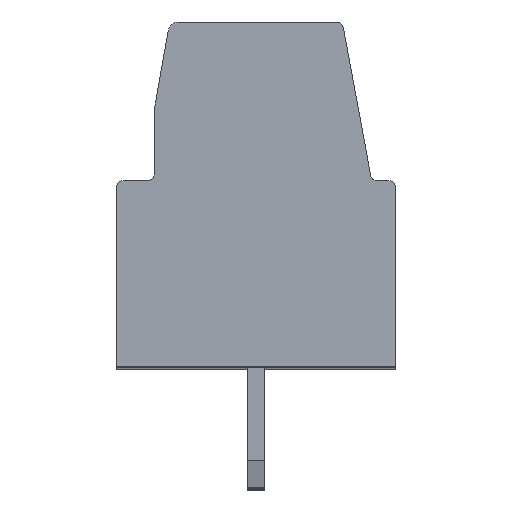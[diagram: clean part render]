
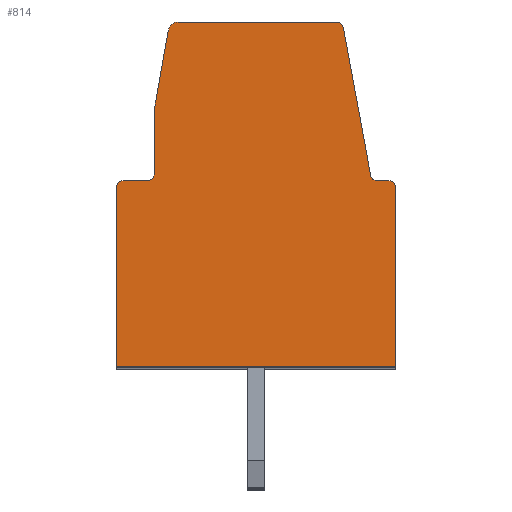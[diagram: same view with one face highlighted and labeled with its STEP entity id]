
A CAD part, top view. The second image highlights one B-rep face of the part: STEP entity #814.
In plain terms, the highlighted planar face has unit normal (0, 0, 1).
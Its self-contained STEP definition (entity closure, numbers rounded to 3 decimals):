
#814 = ADVANCED_FACE( '', ( #1768 ), #1769, .F. );
#1768 = FACE_OUTER_BOUND( '', #2865, .T. );
#1769 = PLANE( '', #2866 );
#2865 = EDGE_LOOP( '', ( #5202, #5203, #5204, #5205, #5206, #5207, #5208, #5209, #5210, #5211, #5212, #5213, #5214, #5215, #5216 ) );
#2866 = AXIS2_PLACEMENT_3D( '', #5217, #5218, #5219 );
#5202 = ORIENTED_EDGE( '', *, *, #7018, .T. );
#5203 = ORIENTED_EDGE( '', *, *, #7554, .T. );
#5204 = ORIENTED_EDGE( '', *, *, #7555, .F. );
#5205 = ORIENTED_EDGE( '', *, *, #7556, .T. );
#5206 = ORIENTED_EDGE( '', *, *, #7002, .T. );
#5207 = ORIENTED_EDGE( '', *, *, #7557, .T. );
#5208 = ORIENTED_EDGE( '', *, *, #7558, .T. );
#5209 = ORIENTED_EDGE( '', *, *, #7559, .T. );
#5210 = ORIENTED_EDGE( '', *, *, #7560, .F. );
#5211 = ORIENTED_EDGE( '', *, *, #7561, .T. );
#5212 = ORIENTED_EDGE( '', *, *, #6919, .F. );
#5213 = ORIENTED_EDGE( '', *, *, #7562, .T. );
#5214 = ORIENTED_EDGE( '', *, *, #7563, .T. );
#5215 = ORIENTED_EDGE( '', *, *, #7344, .T. );
#5216 = ORIENTED_EDGE( '', *, *, #6606, .F. );
#5217 = CARTESIAN_POINT( '', ( 0.81, -4.4, 0. ) );
#5218 = DIRECTION( '', ( 0., 0., -1. ) );
#5219 = DIRECTION( '', ( 0., -1., 0. ) );
#6606 = EDGE_CURVE( '', #7877, #7879, #7880, .T. );
#6919 = EDGE_CURVE( '', #8428, #8430, #8431, .T. );
#7002 = EDGE_CURVE( '', #8562, #8566, #8568, .T. );
#7018 = EDGE_CURVE( '', #7877, #8591, #8593, .T. );
#7344 = EDGE_CURVE( '', #9108, #7879, #9109, .T. );
#7554 = EDGE_CURVE( '', #8591, #9385, #9386, .T. );
#7555 = EDGE_CURVE( '', #9387, #9385, #9388, .T. );
#7556 = EDGE_CURVE( '', #9387, #8562, #9389, .T. );
#7557 = EDGE_CURVE( '', #8566, #9390, #9391, .T. );
#7558 = EDGE_CURVE( '', #9390, #9392, #9393, .T. );
#7559 = EDGE_CURVE( '', #9392, #9394, #9395, .T. );
#7560 = EDGE_CURVE( '', #9396, #9394, #9397, .T. );
#7561 = EDGE_CURVE( '', #9396, #8430, #9398, .T. );
#7562 = EDGE_CURVE( '', #8428, #9399, #9400, .T. );
#7563 = EDGE_CURVE( '', #9399, #9108, #9401, .T. );
#7877 = VERTEX_POINT( '', #9751 );
#7879 = VERTEX_POINT( '', #9754 );
#7880 = CIRCLE( '', #9755, 0.3 );
#8428 = VERTEX_POINT( '', #10530 );
#8430 = VERTEX_POINT( '', #10533 );
#8431 = CIRCLE( '', #10534, 0.2 );
#8562 = VERTEX_POINT( '', #10720 );
#8566 = VERTEX_POINT( '', #10725 );
#8568 = CIRCLE( '', #10728, 0.2 );
#8591 = VERTEX_POINT( '', #10758 );
#8593 = LINE( '', #10761, #10762 );
#9108 = VERTEX_POINT( '', #11522 );
#9109 = LINE( '', #11523, #11524 );
#9385 = VERTEX_POINT( '', #11942 );
#9386 = LINE( '', #11943, #11944 );
#9387 = VERTEX_POINT( '', #11945 );
#9388 = CIRCLE( '', #11946, 0.2 );
#9389 = LINE( '', #11947, #11948 );
#9390 = VERTEX_POINT( '', #11949 );
#9391 = LINE( '', #11950, #11951 );
#9392 = VERTEX_POINT( '', #11952 );
#9393 = LINE( '', #11953, #11954 );
#9394 = VERTEX_POINT( '', #11955 );
#9395 = LINE( '', #11956, #11957 );
#9396 = VERTEX_POINT( '', #11958 );
#9397 = CIRCLE( '', #11959, 0.2 );
#9398 = LINE( '', #11960, #11961 );
#9399 = VERTEX_POINT( '', #11962 );
#9400 = LINE( '', #11963, #11964 );
#9401 = CIRCLE( '', #11965, 0.2 );
#9751 = CARTESIAN_POINT( '', ( -6.594, 9.752, 0. ) );
#9754 = CARTESIAN_POINT( '', ( -6.298, 10., 0. ) );
#9755 = AXIS2_PLACEMENT_3D( '', #12462, #12463, #12464 );
#10530 = CARTESIAN_POINT( '', ( -0.728, 5.564, 0. ) );
#10533 = CARTESIAN_POINT( '', ( -0.531, 5.4, 0. ) );
#10534 = AXIS2_PLACEMENT_3D( '', #12777, #12778, #12779 );
#10720 = CARTESIAN_POINT( '', ( -7.9, 5.4, 0. ) );
#10725 = CARTESIAN_POINT( '', ( -8.1, 5.2, 0. ) );
#10728 = AXIS2_PLACEMENT_3D( '', #12861, #12862, #12863 );
#10758 = CARTESIAN_POINT( '', ( -7., 7.448, 0. ) );
#10761 = CARTESIAN_POINT( '', ( -11.564, -18.438, 0. ) );
#10762 = VECTOR( '', #12881, 1000. );
#11522 = CARTESIAN_POINT( '', ( -1.716, 10., 0. ) );
#11523 = CARTESIAN_POINT( '', ( -16.414, 10., 0. ) );
#11524 = VECTOR( '', #13202, 1000. );
#11942 = CARTESIAN_POINT( '', ( -7., 5.6, 0. ) );
#11943 = CARTESIAN_POINT( '', ( -7., -18.438, 0. ) );
#11944 = VECTOR( '', #13375, 1000. );
#11945 = CARTESIAN_POINT( '', ( -7.2, 5.4, 0. ) );
#11946 = AXIS2_PLACEMENT_3D( '', #13376, #13377, #13378 );
#11947 = CARTESIAN_POINT( '', ( -16.414, 5.4, 0. ) );
#11948 = VECTOR( '', #13379, 1000. );
#11949 = CARTESIAN_POINT( '', ( -8.1, 0., 0. ) );
#11950 = CARTESIAN_POINT( '', ( -8.1, -18.438, 0. ) );
#11951 = VECTOR( '', #13380, 1000. );
#11952 = CARTESIAN_POINT( '', ( 0., 0., 0. ) );
#11953 = CARTESIAN_POINT( '', ( -16.414, 0., 0. ) );
#11954 = VECTOR( '', #13381, 1000. );
#11955 = CARTESIAN_POINT( '', ( 0., 5.2, 0. ) );
#11956 = CARTESIAN_POINT( '', ( 0., -18.438, 0. ) );
#11957 = VECTOR( '', #13382, 1000. );
#11958 = CARTESIAN_POINT( '', ( -0.2, 5.4, 0. ) );
#11959 = AXIS2_PLACEMENT_3D( '', #13383, #13384, #13385 );
#11960 = CARTESIAN_POINT( '', ( -16.414, 5.4, 0. ) );
#11961 = VECTOR( '', #13386, 1000. );
#11962 = CARTESIAN_POINT( '', ( -1.52, 9.836, 0. ) );
#11963 = CARTESIAN_POINT( '', ( 3.721, -18.438, 0. ) );
#11964 = VECTOR( '', #13387, 1000. );
#11965 = AXIS2_PLACEMENT_3D( '', #13388, #13389, #13390 );
#12462 = CARTESIAN_POINT( '', ( -6.298, 9.7, 0. ) );
#12463 = DIRECTION( '', ( 0., 0., -1. ) );
#12464 = DIRECTION( '', ( -1., 0., 0. ) );
#12777 = CARTESIAN_POINT( '', ( -0.531, 5.6, 0. ) );
#12778 = DIRECTION( '', ( 0., 0., 1. ) );
#12779 = DIRECTION( '', ( 1., 0., 0. ) );
#12861 = CARTESIAN_POINT( '', ( -7.9, 5.2, 0. ) );
#12862 = DIRECTION( '', ( 0., 0., 1. ) );
#12863 = DIRECTION( '', ( 1., 0., 0. ) );
#12881 = DIRECTION( '', ( -0.174, -0.985, 0. ) );
#13202 = DIRECTION( '', ( -1., 0., 0. ) );
#13375 = DIRECTION( '', ( 0., -1., 0. ) );
#13376 = CARTESIAN_POINT( '', ( -7.2, 5.6, 0. ) );
#13377 = DIRECTION( '', ( 0., 0., 1. ) );
#13378 = DIRECTION( '', ( 1., 0., 0. ) );
#13379 = DIRECTION( '', ( -1., 0., 0. ) );
#13380 = DIRECTION( '', ( 0., -1., 0. ) );
#13381 = DIRECTION( '', ( 1., 0., 0. ) );
#13382 = DIRECTION( '', ( 0., 1., 0. ) );
#13383 = CARTESIAN_POINT( '', ( -0.2, 5.2, 0. ) );
#13384 = DIRECTION( '', ( 0., 0., -1. ) );
#13385 = DIRECTION( '', ( -1., 0., 0. ) );
#13386 = DIRECTION( '', ( -1., 0., 0. ) );
#13387 = DIRECTION( '', ( -0.182, 0.983, 0. ) );
#13388 = CARTESIAN_POINT( '', ( -1.716, 9.8, 0. ) );
#13389 = DIRECTION( '', ( 0., 0., 1. ) );
#13390 = DIRECTION( '', ( 1., 0., 0. ) );
